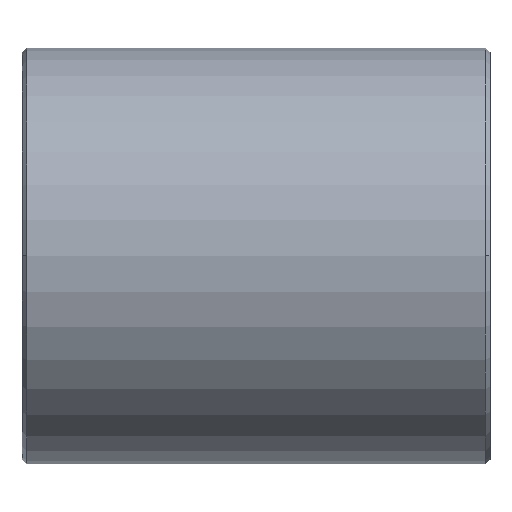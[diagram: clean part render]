
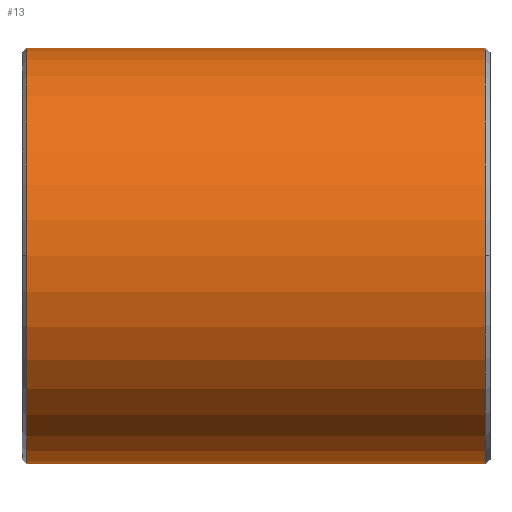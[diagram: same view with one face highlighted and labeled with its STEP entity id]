
A CAD part, top view. The second image highlights one B-rep face of the part: STEP entity #13.
In plain terms, the highlighted cylindrical face has radius 16.51 mm (diameter 33.02 mm), a partial arc.
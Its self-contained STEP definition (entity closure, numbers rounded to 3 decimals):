
#13 = ADVANCED_FACE ( 'NONE', ( #246 ), #155, .T. ) ;
#38 = VERTEX_POINT ( 'NONE', #686 ) ;
#41 = AXIS2_PLACEMENT_3D ( 'NONE', #108, #772, #454 ) ;
#44 = CIRCLE ( 'NONE', #41, 16.51 ) ;
#58 = ORIENTED_EDGE ( 'NONE', *, *, #821, .F. ) ;
#65 = ORIENTED_EDGE ( 'NONE', *, *, #290, .F. ) ;
#83 = CARTESIAN_POINT ( 'NONE',  ( 36.767, 0., 0. ) ) ;
#88 = EDGE_LOOP ( 'NONE', ( #58, #739, #398, #545, #65, #317 ) ) ;
#89 = AXIS2_PLACEMENT_3D ( 'NONE', #481, #340, #128 ) ;
#108 = CARTESIAN_POINT ( 'NONE',  ( 36.767, 0., 0. ) ) ;
#116 = VERTEX_POINT ( 'NONE', #565 ) ;
#128 = DIRECTION ( 'NONE',  ( 0., 0., -1. ) ) ;
#155 = CYLINDRICAL_SURFACE ( 'NONE', #302, 16.51 ) ;
#186 = EDGE_CURVE ( 'NONE', #116, #551, #44, .T. ) ;
#191 = CARTESIAN_POINT ( 'NONE',  ( 0.381, 16.51, 0. ) ) ;
#195 = VERTEX_POINT ( 'NONE', #644 ) ;
#234 = VERTEX_POINT ( 'NONE', #714 ) ;
#246 = FACE_OUTER_BOUND ( 'NONE', #88, .T. ) ;
#252 = CARTESIAN_POINT ( 'NONE',  ( 0.381, -16.51, 0. ) ) ;
#272 = VERTEX_POINT ( 'NONE', #252 ) ;
#283 = EDGE_CURVE ( 'NONE', #234, #38, #305, .T. ) ;
#290 = EDGE_CURVE ( 'NONE', #38, #195, #556, .T. ) ;
#302 = AXIS2_PLACEMENT_3D ( 'NONE', #732, #339, #408 ) ;
#305 = CIRCLE ( 'NONE', #554, 16.51 ) ;
#317 = ORIENTED_EDGE ( 'NONE', *, *, #283, .F. ) ;
#339 = DIRECTION ( 'NONE',  ( 1., 0., 0. ) ) ;
#340 = DIRECTION ( 'NONE',  ( -1., 0., 0. ) ) ;
#372 = VECTOR ( 'NONE', #662, 1000. ) ;
#398 = ORIENTED_EDGE ( 'NONE', *, *, #186, .F. ) ;
#408 = DIRECTION ( 'NONE',  ( 0., 1., 0. ) ) ;
#429 = EDGE_CURVE ( 'NONE', #195, #116, #640, .T. ) ;
#454 = DIRECTION ( 'NONE',  ( 0., 0., -1. ) ) ;
#481 = CARTESIAN_POINT ( 'NONE',  ( 0.381, 0., 0. ) ) ;
#514 = VECTOR ( 'NONE', #577, 1000. ) ;
#529 = EDGE_CURVE ( 'NONE', #272, #551, #627, .T. ) ;
#545 = ORIENTED_EDGE ( 'NONE', *, *, #429, .F. ) ;
#551 = VERTEX_POINT ( 'NONE', #631 ) ;
#552 = CIRCLE ( 'NONE', #89, 16.51 ) ;
#554 = AXIS2_PLACEMENT_3D ( 'NONE', #598, #610, #679 ) ;
#556 = LINE ( 'NONE', #191, #372 ) ;
#563 = DIRECTION ( 'NONE',  ( 0., 0., -1. ) ) ;
#565 = CARTESIAN_POINT ( 'NONE',  ( 36.767, 0., 16.51 ) ) ;
#577 = DIRECTION ( 'NONE',  ( 1., 0., 0. ) ) ;
#598 = CARTESIAN_POINT ( 'NONE',  ( 0.381, 0., 0. ) ) ;
#610 = DIRECTION ( 'NONE',  ( -1., 0., 0. ) ) ;
#623 = DIRECTION ( 'NONE',  ( 1., 0., 0. ) ) ;
#627 = LINE ( 'NONE', #767, #514 ) ;
#631 = CARTESIAN_POINT ( 'NONE',  ( 36.767, -16.51, 0. ) ) ;
#640 = CIRCLE ( 'NONE', #661, 16.51 ) ;
#644 = CARTESIAN_POINT ( 'NONE',  ( 36.767, 16.51, 0. ) ) ;
#661 = AXIS2_PLACEMENT_3D ( 'NONE', #83, #623, #563 ) ;
#662 = DIRECTION ( 'NONE',  ( 1., 0., 0. ) ) ;
#679 = DIRECTION ( 'NONE',  ( 0., 0., -1. ) ) ;
#686 = CARTESIAN_POINT ( 'NONE',  ( 0.381, 16.51, 0. ) ) ;
#714 = CARTESIAN_POINT ( 'NONE',  ( 0.381, 0., 16.51 ) ) ;
#732 = CARTESIAN_POINT ( 'NONE',  ( 0.381, 0., 0. ) ) ;
#739 = ORIENTED_EDGE ( 'NONE', *, *, #529, .T. ) ;
#767 = CARTESIAN_POINT ( 'NONE',  ( 0.381, -16.51, 0. ) ) ;
#772 = DIRECTION ( 'NONE',  ( 1., 0., 0. ) ) ;
#821 = EDGE_CURVE ( 'NONE', #272, #234, #552, .T. ) ;
